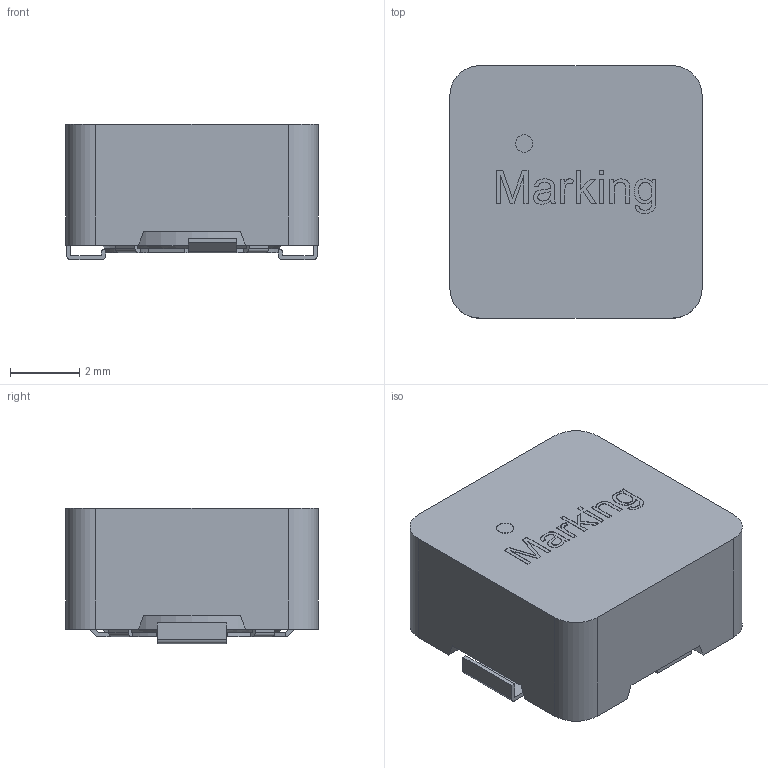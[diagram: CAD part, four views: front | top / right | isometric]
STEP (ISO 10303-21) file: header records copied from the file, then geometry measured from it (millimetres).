
FILE_DESCRIPTION(/* description */ ('Unknown'),/* implementation_level */ '2;1');
FILE_NAME(/* name */ 'L_Wurth_WE-PD-7345',/* time_stamp */ '2023-02-02T10:22:22+08:00',/* author */ ('Unknown'),/* organization */ ('Unknown'),/* preprocessor_version */ 'ST-DEVELOPER v16.7',/* originating_system */ 'Solid Edge',/* authorisation */ 'Unknown');
FILE_SCHEMA (('AUTOMOTIVE_DESIGN {1 0 10303 214 3 1 1}'));
Length unit declared in the file: millimetre
Products named in the file (2): L_Wurth_WE-PD-7345
Assembly tree (1 placements, depth 2):
  L_Wurth_WE-PD-7345
    L_Wurth_WE-PD-7345
Bounding box: 7.3 x 7.3 x 3.92 mm (x, y, z)
Volume: 118.3 mm3; surface area: 367.7 mm2
Topology: 1 solids, 1 shells, 273 faces, 764 edges, 500 vertices
Faces by surface type: plane 169, cylinder 70, cone 17, bspline 17
Full cylindrical faces by diameter (mm): 0.5 x1, 2.8 x1, 5.3 x1
Entity records: 11246 total; most frequent: CARTESIAN_POINT 2288, ORIENTED_EDGE 1500, DIRECTION 1400, EDGE_CURVE 750, LINE 542, VECTOR 542, VERTEX_POINT 499, AXIS2_PLACEMENT_3D 429
